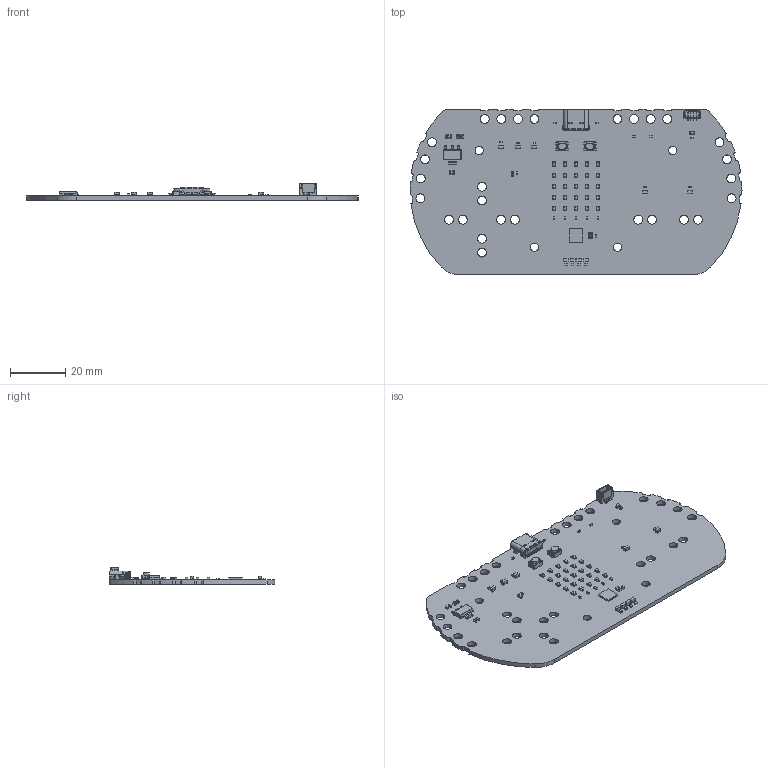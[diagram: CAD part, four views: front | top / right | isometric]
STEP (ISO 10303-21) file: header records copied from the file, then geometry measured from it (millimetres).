
FILE_DESCRIPTION(('Open CASCADE Model'),'2;1');
FILE_NAME('Open CASCADE Shape Model','2025-05-01T06:51:57',('Author'),( 'Open CASCADE'),'Open CASCADE STEP processor 7.5','Open CASCADE 7.5' ,'Unknown');
FILE_SCHEMA(('AUTOMOTIVE_DESIGN { 1 0 10303 214 1 1 1 1 }'));
Length unit declared in the file: millimetre
Products named in the file (119): PCB; Board; Open CASCADE STEP translator 7.5 1.1.1; STAT1; 0603 LED Green; Solid1; Solid4; R3; 6614770912; Extruded; 6614770672; C11; C0603; 6614765632; C10; C9; C8; C6; R14; 6614769312; 6614769072; LIGHT1; User Library-LTST-C190TBKT; User Library-LTST-C190TBKT_Pad; User Library-LTST-C190TBKT_Pad005; User Library-LTST-C190TBKT_Pad001; User Library-LTST-C190TBKT_Pad004; User Library-LTST-C190TBKT_Pad003; User Library-LTST-C190TBKT_Lens; C5; D25; 0603 LED Red; Pad; Pad005; Pad001; Pad004; Pad003; Lens; D21; D20 ...
Assembly tree (218 placements, depth 4):
  PCB
    Board
      Open CASCADE STEP translator 7.5 1.1.1
    STAT1
      0603 LED Green
        Solid1
        Solid4
        Solid1
        Solid1
        Solid4
        Solid1
        Solid1
        Solid1
    R3
      6614770912  x2
        Extruded
      6614770672
        Extruded
    C11
      C0603
      6614765632
        Extruded
    C10
      C0603
      6614765632
        Extruded
    C9
      C0603
      6614765632
        Extruded
    C8
      C0603
      6614765632
        Extruded
    C6
      C0603
      6614765632
        Extruded
    R14
      6614769312  x2
        Extruded
      6614769072
        Extruded
    LIGHT1
      User Library-LTST-C190TBKT
        User Library-LTST-C190TBKT_Pad
        User Library-LTST-C190TBKT_Pad005
        User Library-LTST-C190TBKT_Pad001
        User Library-LTST-C190TBKT_Pad004
        User Library-LTST-C190TBKT_Pad003
        User Library-LTST-C190TBKT_Lens
    C5
      C0603
      6614765632
        Extruded
    D25
      0603 LED Red
        Pad
        Pad005
        Pad001
Bounding box: 120.01 x 60 x 6.02 mm (x, y, z)
Volume: 10559.6 mm3; surface area: 15721.3 mm2
Topology: 358 solids, 370 shells, 6205 faces, 16978 edges, 12870 vertices
Faces by surface type: plane 4386, cylinder 1476, bspline 209, sphere 80, cone 38, torus 16
Full cylindrical faces by diameter (mm): 0.3 x12, 0.5 x8, 0.65 x2, 3 x4, 3.2 x28
Entity records: 146970 total; most frequent: CARTESIAN_POINT 28763, DIRECTION 19455, ORIENTED_EDGE 18870, EDGE_CURVE 9435, LINE 8485, VECTOR 8485, VERTEX_POINT 6132, AXIS2_PLACEMENT_3D 5485
